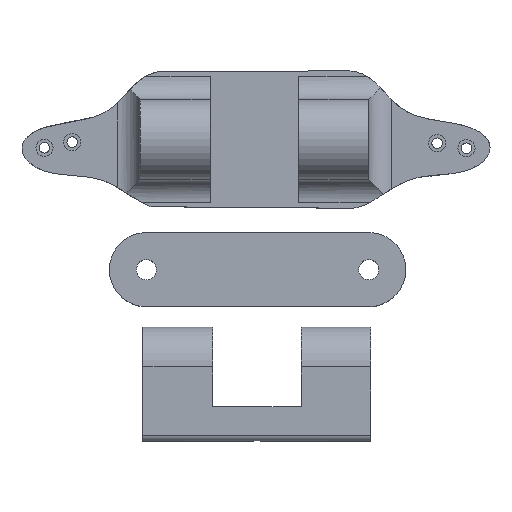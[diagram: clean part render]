
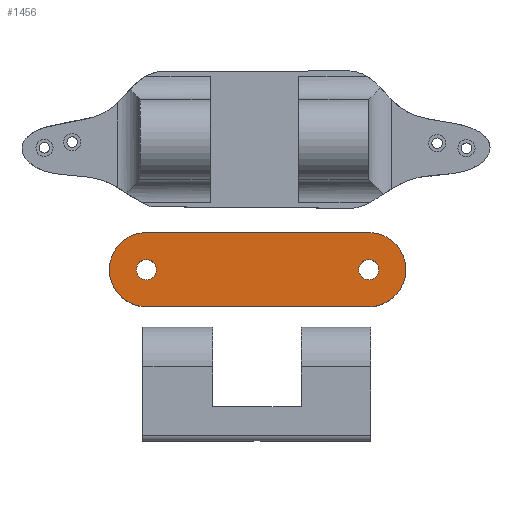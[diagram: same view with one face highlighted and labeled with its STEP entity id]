
A CAD part, top view. The second image highlights one B-rep face of the part: STEP entity #1456.
In plain terms, the highlighted planar face has unit normal (0, 0, 1).
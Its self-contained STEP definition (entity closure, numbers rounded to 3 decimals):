
#45=FACE_BOUND('',#245,.T.);
#46=FACE_BOUND('',#246,.T.);
#88=PLANE('',#1583);
#150=FACE_OUTER_BOUND('',#244,.T.);
#244=EDGE_LOOP('',(#1153,#1154,#1155,#1156));
#245=EDGE_LOOP('',(#1157));
#246=EDGE_LOOP('',(#1158));
#332=CIRCLE('',#1571,1.75);
#334=CIRCLE('',#1574,1.75);
#337=CIRCLE('',#1578,6.5);
#339=CIRCLE('',#1584,6.5);
#429=LINE('',#2286,#555);
#431=LINE('',#2293,#557);
#555=VECTOR('',#1845,10.);
#557=VECTOR('',#1853,10.);
#685=VERTEX_POINT('',#2261);
#687=VERTEX_POINT('',#2267);
#691=VERTEX_POINT('',#2276);
#692=VERTEX_POINT('',#2278);
#694=VERTEX_POINT('',#2284);
#696=VERTEX_POINT('',#2292);
#846=EDGE_CURVE('',#685,#685,#332,.T.);
#849=EDGE_CURVE('',#687,#687,#334,.T.);
#854=EDGE_CURVE('',#692,#691,#337,.T.);
#858=EDGE_CURVE('',#694,#691,#429,.T.);
#861=EDGE_CURVE('',#696,#692,#431,.T.);
#863=EDGE_CURVE('',#694,#696,#339,.T.);
#1153=ORIENTED_EDGE('',*,*,#854,.T.);
#1154=ORIENTED_EDGE('',*,*,#858,.F.);
#1155=ORIENTED_EDGE('',*,*,#863,.T.);
#1156=ORIENTED_EDGE('',*,*,#861,.T.);
#1157=ORIENTED_EDGE('',*,*,#846,.T.);
#1158=ORIENTED_EDGE('',*,*,#849,.T.);
#1456=ADVANCED_FACE('',(#150,#45,#46),#88,.T.);
#1571=AXIS2_PLACEMENT_3D('',#2262,#1821,#1822);
#1574=AXIS2_PLACEMENT_3D('',#2268,#1828,#1829);
#1578=AXIS2_PLACEMENT_3D('',#2279,#1838,#1839);
#1583=AXIS2_PLACEMENT_3D('',#2295,#1855,#1856);
#1584=AXIS2_PLACEMENT_3D('',#2296,#1857,#1858);
#1821=DIRECTION('center_axis',(0.,0.,-1.));
#1822=DIRECTION('ref_axis',(-1.,0.,0.));
#1828=DIRECTION('center_axis',(0.,0.,-1.));
#1829=DIRECTION('ref_axis',(-1.,0.,0.));
#1838=DIRECTION('center_axis',(0.,0.,1.));
#1839=DIRECTION('ref_axis',(0.,-1.,0.));
#1845=DIRECTION('',(1.,0.,0.));
#1853=DIRECTION('',(1.,0.,0.));
#1855=DIRECTION('center_axis',(0.,0.,1.));
#1856=DIRECTION('ref_axis',(1.,0.,0.));
#1857=DIRECTION('center_axis',(0.,0.,1.));
#1858=DIRECTION('ref_axis',(1.,0.,0.));
#2261=CARTESIAN_POINT('',(69.321,15.,8.5));
#2262=CARTESIAN_POINT('Origin',(67.571,15.,8.5));
#2267=CARTESIAN_POINT('',(30.321,15.,8.5));
#2268=CARTESIAN_POINT('Origin',(28.571,15.,8.5));
#2276=CARTESIAN_POINT('',(67.571,21.5,8.5));
#2278=CARTESIAN_POINT('',(67.571,8.5,8.5));
#2279=CARTESIAN_POINT('Origin',(67.571,15.,8.5));
#2284=CARTESIAN_POINT('',(28.571,21.5,8.5));
#2286=CARTESIAN_POINT('',(61.071,21.5,8.5));
#2292=CARTESIAN_POINT('',(28.571,8.5,8.5));
#2293=CARTESIAN_POINT('',(28.571,8.5,8.5));
#2295=CARTESIAN_POINT('Origin',(29.071,15.,8.5));
#2296=CARTESIAN_POINT('Origin',(28.571,15.,8.5));
